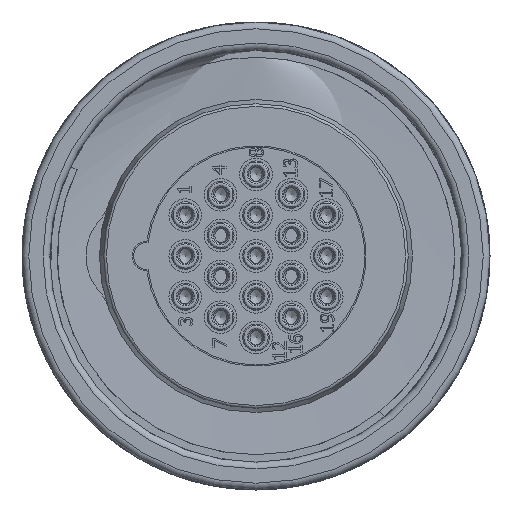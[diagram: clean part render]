
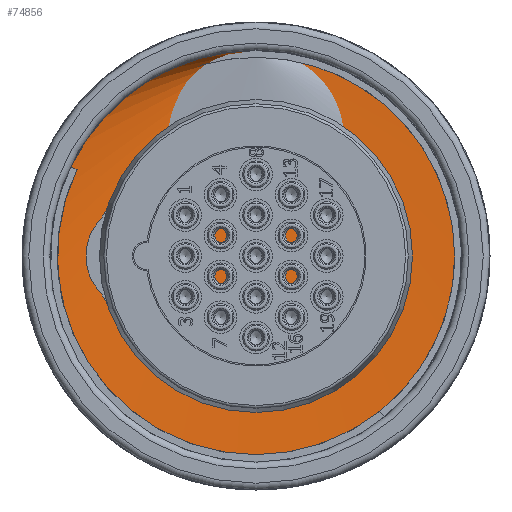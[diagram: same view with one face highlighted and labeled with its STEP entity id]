
A CAD part, left-side view. The second image highlights one B-rep face of the part: STEP entity #74856.
In plain terms, the highlighted cylindrical face has radius 15.1 mm (diameter 30.2 mm), a full revolution.
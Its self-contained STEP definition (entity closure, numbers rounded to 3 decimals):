
#3745=CIRCLE('',#79210,15.1);
#5067=FACE_OUTER_BOUND('',#9892,.T.);
#9892=EDGE_LOOP('',(#46487,#46488,#46489,#46490));
#14718=B_SPLINE_CURVE_WITH_KNOTS('',3,(#90378,#90379,#90380,#90381,#90382,
#90383,#90384,#90385,#90386,#90387,#90388,#90389,#90390,#90391),
 .UNSPECIFIED.,.F.,.F.,(4,1,1,1,1,1,1,1,1,1,1,4),(9.425,9.617,
10.114,10.611,11.108,11.605,12.102,
12.598,13.095,13.592,14.089,14.586),
 .UNSPECIFIED.);
#22606=LINE('',#90373,#24881);
#22607=LINE('',#90375,#24882);
#24881=VECTOR('',#82138,15.1);
#24882=VECTOR('',#82139,15.1);
#27160=VERTEX_POINT('',#90352);
#27161=VERTEX_POINT('',#90372);
#27162=VERTEX_POINT('',#90374);
#27163=VERTEX_POINT('',#90376);
#34846=EDGE_CURVE('',#27161,#27160,#22606,.T.);
#34847=EDGE_CURVE('',#27161,#27162,#22607,.T.);
#34848=EDGE_CURVE('',#27163,#27162,#3745,.T.);
#34849=EDGE_CURVE('',#27160,#27163,#14718,.T.);
#46487=ORIENTED_EDGE('',*,*,#34846,.F.);
#46488=ORIENTED_EDGE('',*,*,#34847,.T.);
#46489=ORIENTED_EDGE('',*,*,#34848,.F.);
#46490=ORIENTED_EDGE('',*,*,#34849,.F.);
#69762=CYLINDRICAL_SURFACE('',#79209,15.1);
#74856=ADVANCED_FACE('',(#5067),#69762,.F.);
#79209=AXIS2_PLACEMENT_3D('',#90371,#82136,#82137);
#79210=AXIS2_PLACEMENT_3D('',#90377,#82140,#82141);
#82136=DIRECTION('center_axis',(-1.,0.,0.));
#82137=DIRECTION('ref_axis',(0.,0.,-1.));
#82138=DIRECTION('',(1.,0.,0.));
#82139=DIRECTION('',(-1.,0.,0.));
#82140=DIRECTION('center_axis',(1.,0.,0.));
#82141=DIRECTION('ref_axis',(0.,0.,-1.));
#90352=CARTESIAN_POINT('',(13.8,0.,15.1));
#90371=CARTESIAN_POINT('Origin',(19.6,0.,0.));
#90372=CARTESIAN_POINT('',(12.6,0.,15.1));
#90373=CARTESIAN_POINT('',(19.6,0.,15.1));
#90374=CARTESIAN_POINT('',(11.5,0.,15.1));
#90375=CARTESIAN_POINT('',(19.6,0.,15.1));
#90376=CARTESIAN_POINT('',(11.5,13.605,6.552));
#90377=CARTESIAN_POINT('Origin',(11.5,0.,0.));
#90378=CARTESIAN_POINT('Ctrl Pts',(13.8,0.,15.099));
#90379=CARTESIAN_POINT('Ctrl Pts',(13.771,-0.969,
15.1));
#90380=CARTESIAN_POINT('Ctrl Pts',(13.669,-4.438,14.771));
#90381=CARTESIAN_POINT('Ctrl Pts',(13.493,-10.007,12.144));
#90382=CARTESIAN_POINT('Ctrl Pts',(13.271,-14.586,5.905));
#90383=CARTESIAN_POINT('Ctrl Pts',(13.05,-15.637,-1.762));
#90384=CARTESIAN_POINT('Ctrl Pts',(12.829,-12.906,-9.003));
#90385=CARTESIAN_POINT('Ctrl Pts',(12.607,-7.054,-14.066));
#90386=CARTESIAN_POINT('Ctrl Pts',(12.386,0.504,-15.728));
#90387=CARTESIAN_POINT('Ctrl Pts',(12.164,7.941,-13.585));
#90388=CARTESIAN_POINT('Ctrl Pts',(11.943,13.456,-8.158));
#90389=CARTESIAN_POINT('Ctrl Pts',(11.721,15.718,-0.756));
#90390=CARTESIAN_POINT('Ctrl Pts',(11.574,14.69,4.298));
#90391=CARTESIAN_POINT('Ctrl Pts',(11.5,13.605,6.552));
